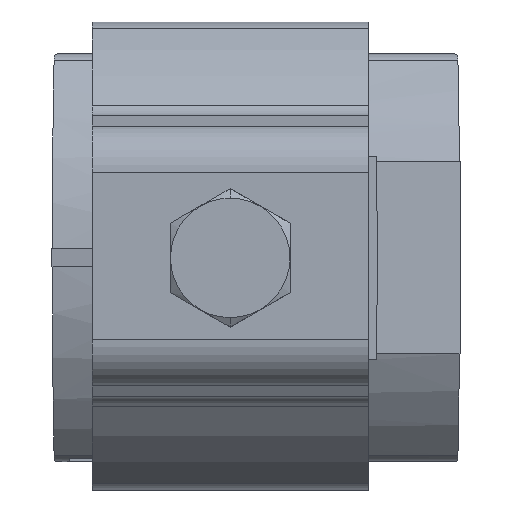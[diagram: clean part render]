
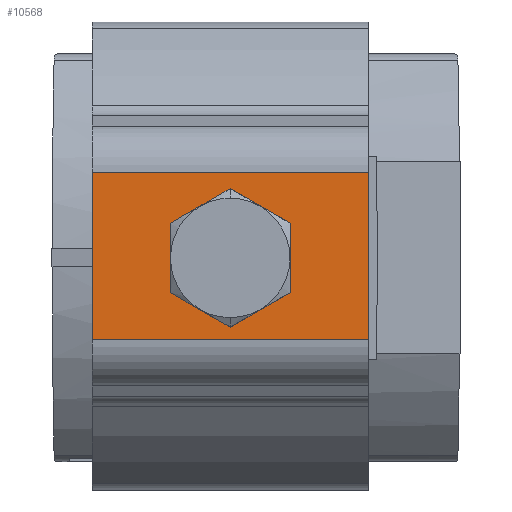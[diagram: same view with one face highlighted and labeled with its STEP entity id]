
A CAD part, front view. The second image highlights one B-rep face of the part: STEP entity #10568.
In plain terms, the highlighted planar face has unit normal (0, -1, 0).
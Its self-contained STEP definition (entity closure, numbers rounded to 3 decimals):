
#8916=DIRECTION('',(-1.,0.,0.));
#8917=VECTOR('',#8916,23.);
#8918=CARTESIAN_POINT('',(33.895,-44.511,
-78.215));
#8919=LINE('',#8918,#8917);
#9111=DIRECTION('',(0.,0.,-1.));
#9112=VECTOR('',#9111,13.931);
#9113=CARTESIAN_POINT('',(33.895,-44.511,
-64.285));
#9114=LINE('',#9113,#9112);
#9451=CARTESIAN_POINT('',(22.395,-44.511,
-71.25));
#9452=DIRECTION('',(0.,-1.,0.));
#9453=DIRECTION('',(0.,0.,1.));
#9454=AXIS2_PLACEMENT_3D('',#9451,#9452,#9453);
#9456=CARTESIAN_POINT('',(22.395,-44.511,
-71.25));
#9457=DIRECTION('',(0.,-1.,0.));
#9458=DIRECTION('',(0.,0.,-1.));
#9459=AXIS2_PLACEMENT_3D('',#9456,#9457,#9458);
#9461=DIRECTION('',(0.,0.,-1.));
#9462=VECTOR('',#9461,13.931);
#9463=CARTESIAN_POINT('',(10.895,-44.511,
-64.285));
#9464=LINE('',#9463,#9462);
#9477=DIRECTION('',(1.,0.,0.));
#9478=VECTOR('',#9477,23.);
#9479=CARTESIAN_POINT('',(10.895,-44.511,
-64.285));
#9480=LINE('',#9479,#9478);
#9728=CARTESIAN_POINT('',(10.895,-44.511,
-78.215));
#9729=VERTEX_POINT('',#9728);
#9730=CARTESIAN_POINT('',(33.895,-44.511,
-78.215));
#9731=VERTEX_POINT('',#9730);
#9748=CARTESIAN_POINT('',(10.895,-44.511,
-64.285));
#9749=CARTESIAN_POINT('',(33.895,-44.511,
-64.285));
#9750=VERTEX_POINT('',#9748);
#9751=VERTEX_POINT('',#9749);
#9916=CARTESIAN_POINT('',(22.395,-44.511,
-68.05));
#9917=VERTEX_POINT('',#9916);
#9918=CARTESIAN_POINT('',(22.395,-44.511,
-74.45));
#9919=VERTEX_POINT('',#9918);
#10551=CARTESIAN_POINT('',(33.895,-44.511,
-77.514));
#10552=DIRECTION('',(0.,-1.,0.));
#10553=DIRECTION('',(0.,0.,-1.));
#10554=AXIS2_PLACEMENT_3D('',#10551,#10552,#10553);
#10555=PLANE('',#10554);
#10556=ORIENTED_EDGE('',*,*,#10013,.F.);
#10558=ORIENTED_EDGE('',*,*,#10557,.T.);
#10559=ORIENTED_EDGE('',*,*,#10116,.T.);
#10560=ORIENTED_EDGE('',*,*,#9989,.T.);
#10561=EDGE_LOOP('',(#10556,#10558,#10559,#10560));
#10562=FACE_OUTER_BOUND('',#10561,.F.);
#10563=ORIENTED_EDGE('',*,*,#10541,.T.);
#10565=ORIENTED_EDGE('',*,*,#10564,.T.);
#10566=EDGE_LOOP('',(#10563,#10565));
#10567=FACE_BOUND('',#10566,.F.);
#10568=ADVANCED_FACE('',(#10562,#10567),#10555,.T.);
#9455=CIRCLE('',#9454,3.2);
#9460=CIRCLE('',#9459,3.2);
#9989=EDGE_CURVE('',#9731,#9729,#8919,.T.);
#10013=EDGE_CURVE('',#9750,#9729,#9464,.T.);
#10116=EDGE_CURVE('',#9751,#9731,#9114,.T.);
#10541=EDGE_CURVE('',#9917,#9919,#9455,.T.);
#10557=EDGE_CURVE('',#9750,#9751,#9480,.T.);
#10564=EDGE_CURVE('',#9919,#9917,#9460,.T.);
